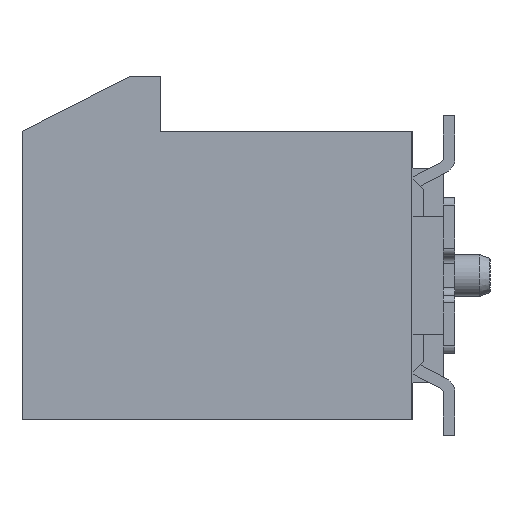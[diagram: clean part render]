
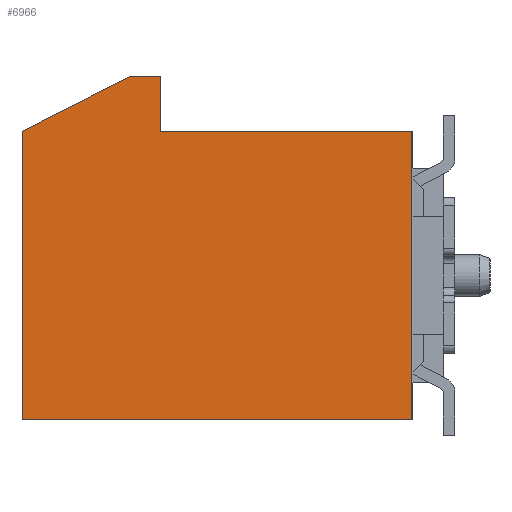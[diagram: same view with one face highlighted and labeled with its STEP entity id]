
A CAD part, left-side view. The second image highlights one B-rep face of the part: STEP entity #6966.
In plain terms, the highlighted planar face has unit normal (-1, 0, 0).
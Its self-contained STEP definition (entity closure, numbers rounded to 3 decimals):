
#352 = DIRECTION ( 'NONE',  ( 0., -1., 0. ) ) ;
#660 = CARTESIAN_POINT ( 'NONE',  ( -14.65, 7.55, 5.1 ) ) ;
#665 = DIRECTION ( 'NONE',  ( 0., 0., 1. ) ) ;
#810 = CARTESIAN_POINT ( 'NONE',  ( -14.65, 11.1, 3.7 ) ) ;
#1269 = EDGE_CURVE ( 'NONE', #8597, #17279, #23865, .T. ) ;
#1429 = EDGE_CURVE ( 'NONE', #17279, #34129, #32712, .T. ) ;
#1831 = VECTOR ( 'NONE', #24543, 1000. ) ;
#2133 = CARTESIAN_POINT ( 'NONE',  ( -14.65, 78.687, -3.7 ) ) ;
#2778 = CARTESIAN_POINT ( 'NONE',  ( -14.65, 7.55, 5.1 ) ) ;
#3279 = LINE ( 'NONE', #2778, #18419 ) ;
#4040 = CARTESIAN_POINT ( 'NONE',  ( -14.65, 1.1, -3.7 ) ) ;
#4909 = DIRECTION ( 'NONE',  ( 0., 0., -1. ) ) ;
#5583 = CARTESIAN_POINT ( 'NONE',  ( -14.65, 78.687, 3.7 ) ) ;
#6966 = ADVANCED_FACE ( 'NONE', ( #17997 ), #23934, .F. ) ;
#7518 = EDGE_LOOP ( 'NONE', ( #17716, #15563, #27775, #18480, #32683, #9623, #8416 ) ) ;
#8034 = CARTESIAN_POINT ( 'NONE',  ( -14.65, 78.687, -3.7 ) ) ;
#8416 = ORIENTED_EDGE ( 'NONE', *, *, #1429, .T. ) ;
#8597 = VERTEX_POINT ( 'NONE', #660 ) ;
#8723 = VERTEX_POINT ( 'NONE', #11850 ) ;
#8853 = VECTOR ( 'NONE', #352, 1000. ) ;
#9623 = ORIENTED_EDGE ( 'NONE', *, *, #1269, .T. ) ;
#11365 = DIRECTION ( 'NONE',  ( 0., 0., 1. ) ) ;
#11519 = DIRECTION ( 'NONE',  ( 0., -1., 0. ) ) ;
#11850 = CARTESIAN_POINT ( 'NONE',  ( -14.65, 1.1, 3.7 ) ) ;
#13118 = AXIS2_PLACEMENT_3D ( 'NONE', #2133, #18515, #4909 ) ;
#13255 = CARTESIAN_POINT ( 'NONE',  ( -14.65, 7.55, 3.7 ) ) ;
#13857 = EDGE_CURVE ( 'NONE', #23369, #8723, #19518, .T. ) ;
#15069 = DIRECTION ( 'NONE',  ( 0., 0., 1. ) ) ;
#15563 = ORIENTED_EDGE ( 'NONE', *, *, #16665, .T. ) ;
#16035 = CARTESIAN_POINT ( 'NONE',  ( -14.65, 11.1, -3.7 ) ) ;
#16375 = CARTESIAN_POINT ( 'NONE',  ( -14.65, 8.35, 5.1 ) ) ;
#16665 = EDGE_CURVE ( 'NONE', #17109, #27509, #21113, .T. ) ;
#16750 = CARTESIAN_POINT ( 'NONE',  ( -14.65, 1.1, -3.7 ) ) ;
#17109 = VERTEX_POINT ( 'NONE', #16035 ) ;
#17185 = VECTOR ( 'NONE', #11519, 1000. ) ;
#17279 = VERTEX_POINT ( 'NONE', #16375 ) ;
#17716 = ORIENTED_EDGE ( 'NONE', *, *, #34438, .F. ) ;
#17997 = FACE_OUTER_BOUND ( 'NONE', #7518, .T. ) ;
#18419 = VECTOR ( 'NONE', #665, 1000. ) ;
#18480 = ORIENTED_EDGE ( 'NONE', *, *, #13857, .F. ) ;
#18515 = DIRECTION ( 'NONE',  ( 1., 0., 0. ) ) ;
#19518 = LINE ( 'NONE', #5583, #17185 ) ;
#20660 = CARTESIAN_POINT ( 'NONE',  ( -14.65, 11.1, 3.7 ) ) ;
#20719 = VECTOR ( 'NONE', #28728, 1000. ) ;
#21113 = LINE ( 'NONE', #8034, #8853 ) ;
#21808 = LINE ( 'NONE', #16750, #30993 ) ;
#23369 = VERTEX_POINT ( 'NONE', #13255 ) ;
#23865 = LINE ( 'NONE', #31353, #20719 ) ;
#23934 = PLANE ( 'NONE',  #13118 ) ;
#24080 = VECTOR ( 'NONE', #15069, 1000. ) ;
#24163 = EDGE_CURVE ( 'NONE', #27509, #8723, #21808, .T. ) ;
#24543 = DIRECTION ( 'NONE',  ( 0., 0.891, -0.454 ) ) ;
#27509 = VERTEX_POINT ( 'NONE', #4040 ) ;
#27775 = ORIENTED_EDGE ( 'NONE', *, *, #24163, .T. ) ;
#28629 = LINE ( 'NONE', #33877, #24080 ) ;
#28728 = DIRECTION ( 'NONE',  ( 0., 1., 0. ) ) ;
#30993 = VECTOR ( 'NONE', #11365, 1000. ) ;
#31353 = CARTESIAN_POINT ( 'NONE',  ( -14.65, 8.35, 5.1 ) ) ;
#32683 = ORIENTED_EDGE ( 'NONE', *, *, #33672, .T. ) ;
#32712 = LINE ( 'NONE', #810, #1831 ) ;
#33672 = EDGE_CURVE ( 'NONE', #23369, #8597, #3279, .T. ) ;
#33877 = CARTESIAN_POINT ( 'NONE',  ( -14.65, 11.1, -3.7 ) ) ;
#34129 = VERTEX_POINT ( 'NONE', #20660 ) ;
#34438 = EDGE_CURVE ( 'NONE', #17109, #34129, #28629, .T. ) ;
